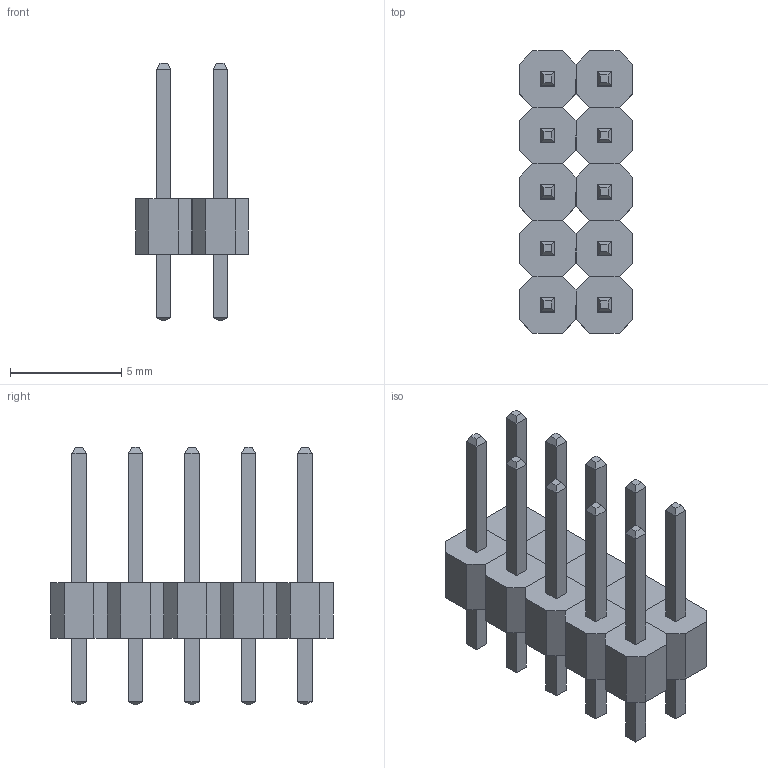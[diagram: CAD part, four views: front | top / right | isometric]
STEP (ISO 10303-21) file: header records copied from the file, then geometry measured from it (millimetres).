
FILE_DESCRIPTION (( 'STEP AP214' ), '1' );
FILE_NAME ('PLD-10.STEP', '2022-09-13T03:47:52', ( '' ), ( '' ), 'SwSTEP 2.0', 'SolidWorks 2019', '' );
FILE_SCHEMA (( 'AUTOMOTIVE_DESIGN' ));
Length unit declared in the file: millimetre
Products named in the file (1): PLD-10
Bounding box: 5.08 x 12.7 x 11.6 mm (x, y, z)
Volume: 179.7 mm3; surface area: 559.2 mm2
Topology: 10 solids, 10 shells, 280 faces, 640 edges, 400 vertices
Faces by surface type: plane 280
Entity records: 9699 total; most frequent: CARTESIAN_POINT 1321, ORIENTED_EDGE 1280, DIRECTION 1202, VECTOR 640, EDGE_CURVE 640, LINE 640, VERTEX_POINT 400, EDGE_LOOP 300
